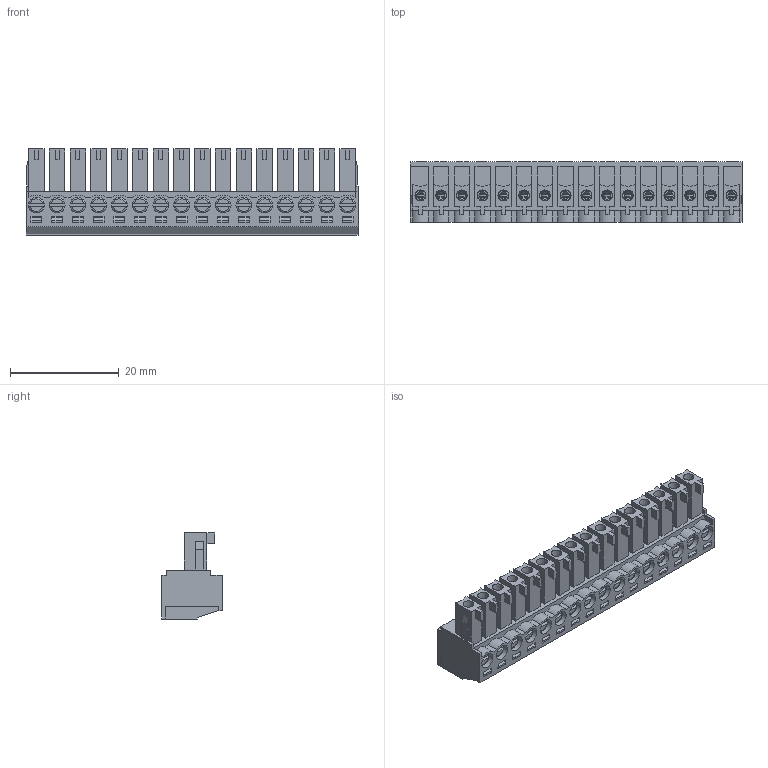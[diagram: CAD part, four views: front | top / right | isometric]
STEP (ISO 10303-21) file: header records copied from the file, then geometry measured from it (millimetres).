
FILE_DESCRIPTION( ( 'Unknown' ), '1' );
FILE_NAME( '691361300016.stp', 'Unknown', ( 'Unknown' ), ( 'Unknown' ), 'PSStep 14.0', 'Unknown', ' ' );
FILE_SCHEMA( ( 'AUTOMOTIVE_DESIGN { 1 0 10303 214 1 1 1 1 }' ) );
Length unit declared in the file: millimetre
Products named in the file (6): Assem1; 6913613000xx_PIN; 6913613000xx_VISSE; 6913613000xx_CAGE; 691361300016; 691361300016_CAPOT
Assembly tree (50 placements, depth 2):
  Assem1
    6913613000xx_PIN  x16
    6913613000xx_VISSE  x16
    6913613000xx_CAGE  x16
    691361300016
    691361300016_CAPOT
Bounding box: 60.96 x 11.1 x 15.8 mm (x, y, z)
Volume: 4448 mm3; surface area: 14321.8 mm2
Topology: 50 solids, 50 shells, 2386 faces, 6325 edges, 4133 vertices
Faces by surface type: plane 1858, cylinder 448, torus 48, cone 32
Full cylindrical faces by diameter (mm): 1.35 x16, 1.9 x32, 2 x16, 2.9 x32
Entity records: 48004 total; most frequent: CARTESIAN_POINT 6712, ORIENTED_EDGE 6448, DIRECTION 6024, EDGE_CURVE 3224, LINE 2972, VECTOR 2972, VERTEX_POINT 2166, EDGE_LOOP 1558
